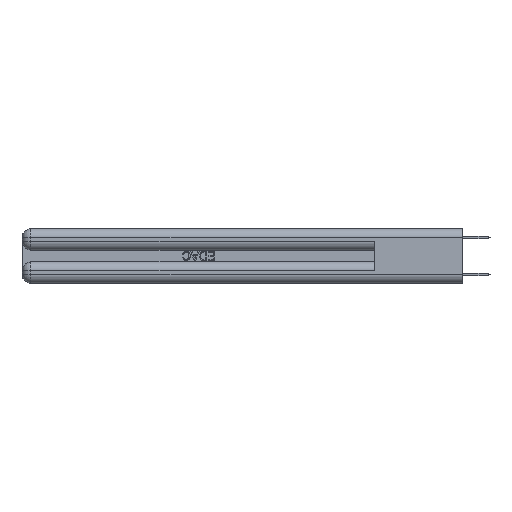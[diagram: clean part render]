
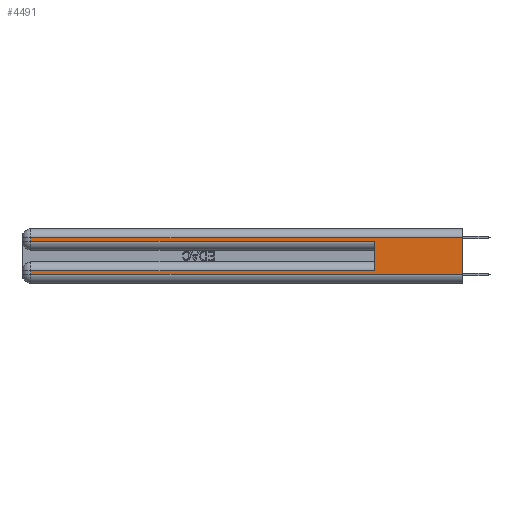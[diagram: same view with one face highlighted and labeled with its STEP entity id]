
A CAD part, left-side view. The second image highlights one B-rep face of the part: STEP entity #4491.
In plain terms, the highlighted planar face has unit normal (-1, 0, 0).
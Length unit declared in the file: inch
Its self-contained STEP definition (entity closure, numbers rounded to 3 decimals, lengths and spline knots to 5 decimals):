
#724 = ORIENTED_EDGE ( 'NONE', *, *, #27491, .T. ) ;
#1023 = VECTOR ( 'NONE', #26327, 39.37008 ) ;
#2041 = DIRECTION ( 'NONE',  ( 0., -1., 0. ) ) ;
#2450 = EDGE_CURVE ( 'NONE', #9847, #28668, #14257, .T. ) ;
#2738 = CARTESIAN_POINT ( 'NONE',  ( 0., 0., 0.285 ) ) ;
#2849 = EDGE_CURVE ( 'NONE', #12694, #9847, #4917, .T. ) ;
#3250 = VERTEX_POINT ( 'NONE', #29046 ) ;
#4491 = ADVANCED_FACE ( 'NONE', ( #11537 ), #24901, .F. ) ;
#4917 = LINE ( 'NONE', #9383, #20846 ) ;
#4930 = CARTESIAN_POINT ( 'NONE',  ( 0., 2.94, 0.285 ) ) ;
#5183 = VECTOR ( 'NONE', #9808, 39.37008 ) ;
#5283 = LINE ( 'NONE', #12375, #25404 ) ;
#5633 = VECTOR ( 'NONE', #7365, 39.37008 ) ;
#6646 = ORIENTED_EDGE ( 'NONE', *, *, #18349, .T. ) ;
#7365 = DIRECTION ( 'NONE',  ( 0., 0., -1. ) ) ;
#7870 = ORIENTED_EDGE ( 'NONE', *, *, #22263, .F. ) ;
#8025 = VERTEX_POINT ( 'NONE', #4930 ) ;
#8321 = VECTOR ( 'NONE', #13282, 39.37008 ) ;
#8485 = EDGE_CURVE ( 'NONE', #14693, #3250, #24872, .T. ) ;
#9383 = CARTESIAN_POINT ( 'NONE',  ( 0., 2.94, 0.37 ) ) ;
#9808 = DIRECTION ( 'NONE',  ( 0., 1., 0. ) ) ;
#9830 = CARTESIAN_POINT ( 'NONE',  ( 0., 2.94, 0.37 ) ) ;
#9847 = VERTEX_POINT ( 'NONE', #10658 ) ;
#10658 = CARTESIAN_POINT ( 'NONE',  ( 0., 2.94, 0.06 ) ) ;
#11537 = FACE_OUTER_BOUND ( 'NONE', #28675, .T. ) ;
#12375 = CARTESIAN_POINT ( 'NONE',  ( 0., 0., 0.37 ) ) ;
#12511 = DIRECTION ( 'NONE',  ( 0., 0., -1. ) ) ;
#12694 = VERTEX_POINT ( 'NONE', #28015 ) ;
#12948 = DIRECTION ( 'NONE',  ( 0., 1., 0. ) ) ;
#13109 = CARTESIAN_POINT ( 'NONE',  ( 0., 0., 0.085 ) ) ;
#13282 = DIRECTION ( 'NONE',  ( 0., -1., 0. ) ) ;
#13413 = LINE ( 'NONE', #31114, #1023 ) ;
#13467 = CARTESIAN_POINT ( 'NONE',  ( 0., 0.6, 0.085 ) ) ;
#14058 = ORIENTED_EDGE ( 'NONE', *, *, #16722, .T. ) ;
#14257 = LINE ( 'NONE', #14584, #21338 ) ;
#14584 = CARTESIAN_POINT ( 'NONE',  ( 0., 0., 0.06 ) ) ;
#14693 = VERTEX_POINT ( 'NONE', #16178 ) ;
#14989 = ORIENTED_EDGE ( 'NONE', *, *, #2450, .T. ) ;
#15684 = DIRECTION ( 'NONE',  ( 0., 0., -1. ) ) ;
#16178 = CARTESIAN_POINT ( 'NONE',  ( 0., 0., 0.31 ) ) ;
#16722 = EDGE_CURVE ( 'NONE', #3250, #8025, #30196, .T. ) ;
#17077 = VECTOR ( 'NONE', #12948, 39.37008 ) ;
#17126 = AXIS2_PLACEMENT_3D ( 'NONE', #32322, #21479, #27550 ) ;
#17432 = CARTESIAN_POINT ( 'NONE',  ( 0., 0., 0.06 ) ) ;
#18018 = ORIENTED_EDGE ( 'NONE', *, *, #8485, .T. ) ;
#18349 = EDGE_CURVE ( 'NONE', #8025, #20391, #30824, .T. ) ;
#20134 = EDGE_CURVE ( 'NONE', #31774, #20391, #13413, .T. ) ;
#20391 = VERTEX_POINT ( 'NONE', #25147 ) ;
#20846 = VECTOR ( 'NONE', #12511, 39.37008 ) ;
#21338 = VECTOR ( 'NONE', #2041, 39.37008 ) ;
#21479 = DIRECTION ( 'NONE',  ( 1., 0., 0. ) ) ;
#22263 = EDGE_CURVE ( 'NONE', #14693, #28668, #5283, .T. ) ;
#24872 = LINE ( 'NONE', #32635, #5183 ) ;
#24901 = PLANE ( 'NONE',  #17126 ) ;
#25147 = CARTESIAN_POINT ( 'NONE',  ( 0., 0.6, 0.285 ) ) ;
#25404 = VECTOR ( 'NONE', #15684, 39.37008 ) ;
#25701 = LINE ( 'NONE', #13109, #17077 ) ;
#26327 = DIRECTION ( 'NONE',  ( 0., 0., 1. ) ) ;
#26757 = ORIENTED_EDGE ( 'NONE', *, *, #20134, .F. ) ;
#27491 = EDGE_CURVE ( 'NONE', #31774, #12694, #25701, .T. ) ;
#27550 = DIRECTION ( 'NONE',  ( 0., 0., -1. ) ) ;
#28015 = CARTESIAN_POINT ( 'NONE',  ( 0., 2.94, 0.085 ) ) ;
#28668 = VERTEX_POINT ( 'NONE', #17432 ) ;
#28675 = EDGE_LOOP ( 'NONE', ( #7870, #18018, #14058, #6646, #26757, #724, #31702, #14989 ) ) ;
#29046 = CARTESIAN_POINT ( 'NONE',  ( 0., 2.94, 0.31 ) ) ;
#30196 = LINE ( 'NONE', #9830, #5633 ) ;
#30824 = LINE ( 'NONE', #2738, #8321 ) ;
#31114 = CARTESIAN_POINT ( 'NONE',  ( 0., 0.6, 0.145 ) ) ;
#31702 = ORIENTED_EDGE ( 'NONE', *, *, #2849, .T. ) ;
#31774 = VERTEX_POINT ( 'NONE', #13467 ) ;
#32322 = CARTESIAN_POINT ( 'NONE',  ( 0., 0., 0.37 ) ) ;
#32635 = CARTESIAN_POINT ( 'NONE',  ( 0., 0., 0.31 ) ) ;
